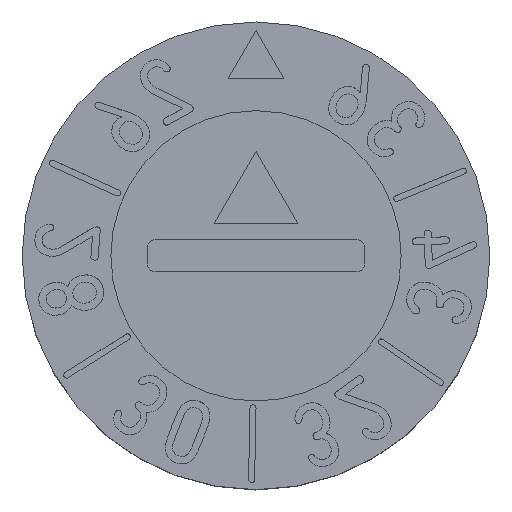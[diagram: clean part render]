
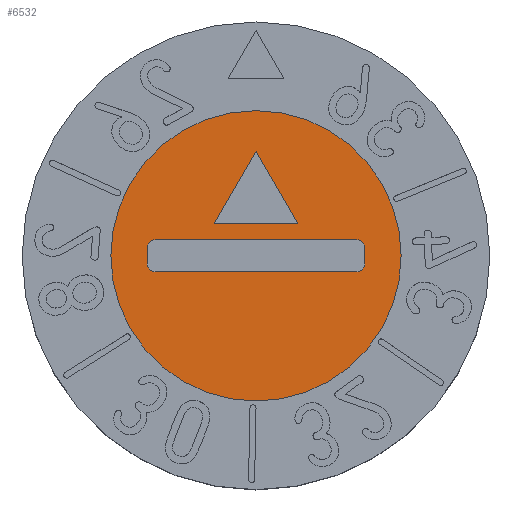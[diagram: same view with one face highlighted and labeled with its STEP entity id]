
A CAD part, top view. The second image highlights one B-rep face of the part: STEP entity #6532.
In plain terms, the highlighted planar face has unit normal (0, 0, 1).
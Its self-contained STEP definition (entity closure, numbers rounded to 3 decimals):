
#46=CIRCLE('',#6722,0.1);
#48=CIRCLE('',#6726,0.1);
#50=CIRCLE('',#6730,0.1);
#52=CIRCLE('',#6734,0.1);
#60=CIRCLE('',#6756,1.8);
#90=FACE_BOUND('',#963,.T.);
#91=FACE_BOUND('',#964,.T.);
#224=PLANE('',#6758);
#579=FACE_OUTER_BOUND('',#962,.T.);
#962=EDGE_LOOP('',(#5955));
#963=EDGE_LOOP('',(#5956,#5957,#5958));
#964=EDGE_LOOP('',(#5959,#5960,#5961,#5962,#5963,#5964,#5965,#5966));
#1442=LINE('',#12264,#1964);
#1446=LINE('',#12272,#1968);
#1449=LINE('',#12277,#1971);
#1451=LINE('',#12283,#1973);
#1456=LINE('',#12297,#1978);
#1460=LINE('',#12309,#1982);
#1464=LINE('',#12321,#1986);
#1964=VECTOR('',#7493,10.);
#1968=VECTOR('',#7499,10.);
#1971=VECTOR('',#7504,10.);
#1973=VECTOR('',#7510,10.);
#1978=VECTOR('',#7523,10.);
#1982=VECTOR('',#7535,10.);
#1986=VECTOR('',#7547,10.);
#3032=VERTEX_POINT('',#12262);
#3033=VERTEX_POINT('',#12263);
#3036=VERTEX_POINT('',#12271);
#3038=VERTEX_POINT('',#12281);
#3039=VERTEX_POINT('',#12282);
#3042=VERTEX_POINT('',#12290);
#3044=VERTEX_POINT('',#12296);
#3046=VERTEX_POINT('',#12302);
#3048=VERTEX_POINT('',#12308);
#3050=VERTEX_POINT('',#12314);
#3052=VERTEX_POINT('',#12320);
#3072=VERTEX_POINT('',#12387);
#3976=EDGE_CURVE('',#3032,#3033,#1442,.T.);
#3980=EDGE_CURVE('',#3036,#3032,#1446,.T.);
#3983=EDGE_CURVE('',#3033,#3036,#1449,.T.);
#3985=EDGE_CURVE('',#3038,#3039,#1451,.T.);
#3989=EDGE_CURVE('',#3042,#3038,#46,.T.);
#3992=EDGE_CURVE('',#3044,#3042,#1456,.T.);
#3995=EDGE_CURVE('',#3046,#3044,#48,.T.);
#3998=EDGE_CURVE('',#3048,#3046,#1460,.T.);
#4001=EDGE_CURVE('',#3050,#3048,#50,.T.);
#4004=EDGE_CURVE('',#3052,#3050,#1464,.T.);
#4007=EDGE_CURVE('',#3039,#3052,#52,.T.);
#4036=EDGE_CURVE('',#3072,#3072,#60,.T.);
#5955=ORIENTED_EDGE('',*,*,#4036,.T.);
#5956=ORIENTED_EDGE('',*,*,#3976,.T.);
#5957=ORIENTED_EDGE('',*,*,#3983,.T.);
#5958=ORIENTED_EDGE('',*,*,#3980,.T.);
#5959=ORIENTED_EDGE('',*,*,#3985,.T.);
#5960=ORIENTED_EDGE('',*,*,#4007,.T.);
#5961=ORIENTED_EDGE('',*,*,#4004,.T.);
#5962=ORIENTED_EDGE('',*,*,#4001,.T.);
#5963=ORIENTED_EDGE('',*,*,#3998,.T.);
#5964=ORIENTED_EDGE('',*,*,#3995,.T.);
#5965=ORIENTED_EDGE('',*,*,#3992,.T.);
#5966=ORIENTED_EDGE('',*,*,#3989,.T.);
#6532=ADVANCED_FACE('',(#579,#90,#91),#224,.T.);
#6722=AXIS2_PLACEMENT_3D('',#12291,#7516,#7517);
#6726=AXIS2_PLACEMENT_3D('',#12303,#7528,#7529);
#6730=AXIS2_PLACEMENT_3D('',#12315,#7540,#7541);
#6734=AXIS2_PLACEMENT_3D('',#12326,#7552,#7553);
#6756=AXIS2_PLACEMENT_3D('',#12388,#7617,#7618);
#6758=AXIS2_PLACEMENT_3D('',#12392,#7622,#7623);
#7493=DIRECTION('',(0.5,0.866,0.));
#7499=DIRECTION('',(-1.,0.,0.));
#7504=DIRECTION('',(0.5,-0.866,0.));
#7510=DIRECTION('',(0.,1.,0.));
#7516=DIRECTION('center_axis',(0.,0.,-1.));
#7517=DIRECTION('ref_axis',(-1.,0.,0.));
#7523=DIRECTION('',(-1.,0.,0.));
#7528=DIRECTION('center_axis',(0.,0.,-1.));
#7529=DIRECTION('ref_axis',(0.,-1.,0.));
#7535=DIRECTION('',(0.,-1.,0.));
#7540=DIRECTION('center_axis',(0.,0.,-1.));
#7541=DIRECTION('ref_axis',(1.,0.,0.));
#7547=DIRECTION('',(1.,0.,0.));
#7552=DIRECTION('center_axis',(0.,0.,-1.));
#7553=DIRECTION('ref_axis',(0.,1.,0.));
#7617=DIRECTION('center_axis',(0.,0.,1.));
#7618=DIRECTION('ref_axis',(1.,0.,0.));
#7622=DIRECTION('center_axis',(0.,0.,1.));
#7623=DIRECTION('ref_axis',(1.,0.,0.));
#12262=CARTESIAN_POINT('',(-0.52,0.4,2.));
#12263=CARTESIAN_POINT('',(0.,1.3,2.));
#12264=CARTESIAN_POINT('',(-0.541,0.363,2.));
#12271=CARTESIAN_POINT('',(0.52,0.4,2.));
#12272=CARTESIAN_POINT('',(0.26,0.4,2.));
#12277=CARTESIAN_POINT('',(0.281,0.813,2.));
#12281=CARTESIAN_POINT('',(-1.35,-0.1,2.));
#12282=CARTESIAN_POINT('',(-1.35,0.1,2.));
#12283=CARTESIAN_POINT('',(-1.35,-0.05,2.));
#12290=CARTESIAN_POINT('',(-1.25,-0.2,2.));
#12291=CARTESIAN_POINT('Origin',(-1.25,-0.1,2.));
#12296=CARTESIAN_POINT('',(1.25,-0.2,2.));
#12297=CARTESIAN_POINT('',(0.625,-0.2,2.));
#12302=CARTESIAN_POINT('',(1.35,-0.1,2.));
#12303=CARTESIAN_POINT('Origin',(1.25,-0.1,2.));
#12308=CARTESIAN_POINT('',(1.35,0.1,2.));
#12309=CARTESIAN_POINT('',(1.35,0.05,2.));
#12314=CARTESIAN_POINT('',(1.25,0.2,2.));
#12315=CARTESIAN_POINT('Origin',(1.25,0.1,2.));
#12320=CARTESIAN_POINT('',(-1.25,0.2,2.));
#12321=CARTESIAN_POINT('',(-0.625,0.2,2.));
#12326=CARTESIAN_POINT('Origin',(-1.25,0.1,2.));
#12387=CARTESIAN_POINT('',(-1.8,0.,2.));
#12388=CARTESIAN_POINT('Origin',(0.,0.,2.));
#12392=CARTESIAN_POINT('Origin',(0.,0.,2.));
